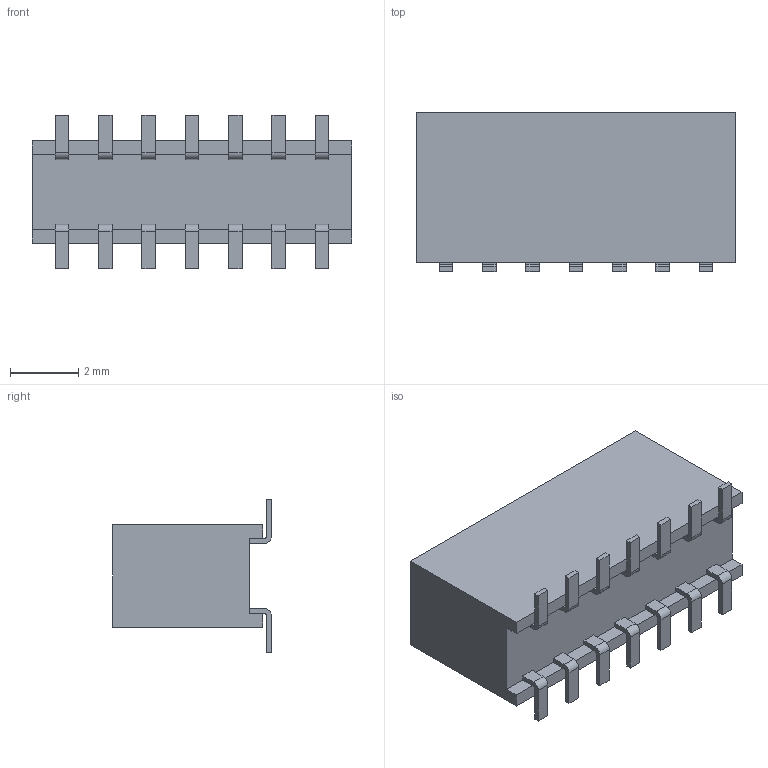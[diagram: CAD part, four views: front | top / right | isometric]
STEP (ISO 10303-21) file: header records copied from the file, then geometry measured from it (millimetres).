
FILE_DESCRIPTION (( 'STEP AP214' ), '1' );
FILE_NAME ('2002132100014T4LF.STEP', '2023-06-04T05:52:23', ( '' ), ( '' ), 'SwSTEP 2.0', 'SolidWorks 2021', '' );
FILE_SCHEMA (( 'AUTOMOTIVE_DESIGN' ));
Length unit declared in the file: millimetre
Products named in the file (3): pin^20021321 ass; 20021321 body_7; 2002132100014T4LF
Assembly tree (8 placements, depth 2):
  2002132100014T4LF
    20021321 body_7
    pin^20021321 ass  x7
Bounding box: 9.35 x 4.65 x 4.5 mm (x, y, z)
Volume: 115.2 mm3; surface area: 202.3 mm2
Topology: 15 solids, 15 shells, 220 faces, 528 edges, 352 vertices
Faces by surface type: plane 192, cylinder 28
Entity records: 3019 total; most frequent: CARTESIAN_POINT 511, ORIENTED_EDGE 480, DIRECTION 470, EDGE_CURVE 240, LINE 232, VECTOR 232, VERTEX_POINT 160, AXIS2_PLACEMENT_3D 119
